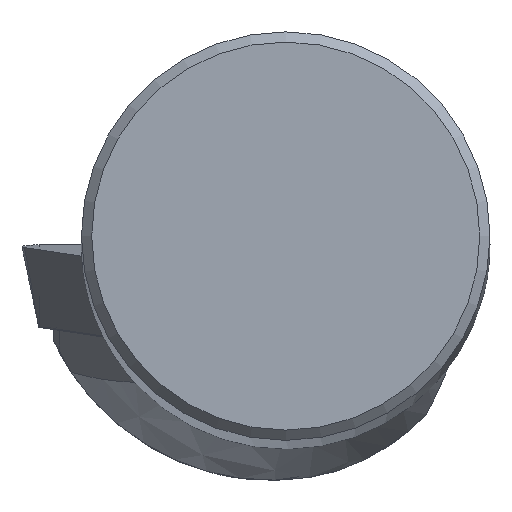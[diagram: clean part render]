
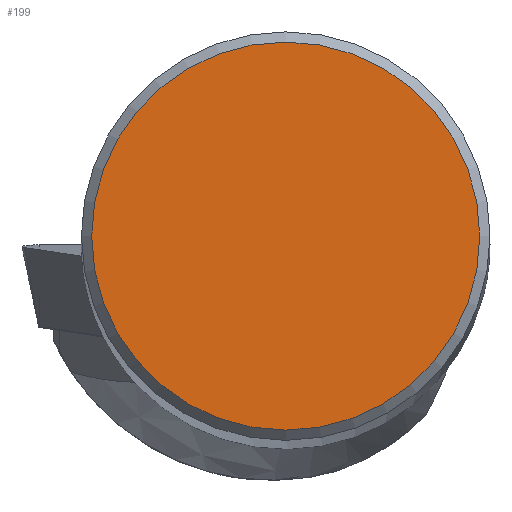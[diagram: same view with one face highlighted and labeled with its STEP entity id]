
A CAD part, top view. The second image highlights one B-rep face of the part: STEP entity #199.
In plain terms, the highlighted planar face has unit normal (0, 0, 1).
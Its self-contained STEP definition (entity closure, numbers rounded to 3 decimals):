
#153=FACE_OUTER_BOUND('',#423,.T.);
#199=ADVANCED_FACE('',(#153),#234,.T.);
#234=PLANE('',#1064);
#423=EDGE_LOOP('',(#567));
#567=ORIENTED_EDGE('',*,*,#858,.T.);
#757=VERTEX_POINT('',#1728);
#858=EDGE_CURVE('',#757,#757,#921,.T.);
#921=CIRCLE('',#1063,9.491);
#1063=AXIS2_PLACEMENT_3D('',#1727,#1259,#1260);
#1064=AXIS2_PLACEMENT_3D('',#1729,#1261,#1262);
#1259=DIRECTION('',(0.,0.,1.));
#1260=DIRECTION('',(1.,0.,0.));
#1261=DIRECTION('',(0.,0.,1.));
#1262=DIRECTION('',(1.,0.,0.));
#1727=CARTESIAN_POINT('',(0.,0.,0.));
#1728=CARTESIAN_POINT('',(9.491,0.,0.));
#1729=CARTESIAN_POINT('',(0.,0.,
0.));
